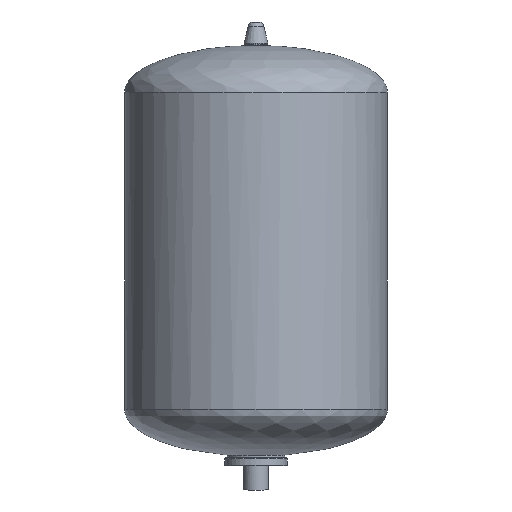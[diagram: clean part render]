
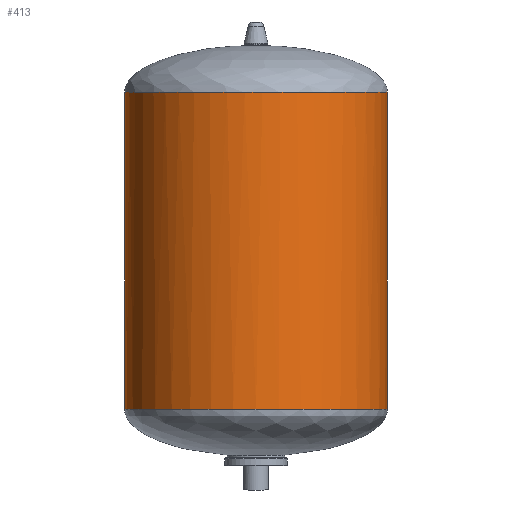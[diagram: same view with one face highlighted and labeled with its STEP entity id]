
A CAD part, front view. The second image highlights one B-rep face of the part: STEP entity #413.
In plain terms, the highlighted cylindrical face has radius 140 mm (diameter 280 mm), a partial arc.
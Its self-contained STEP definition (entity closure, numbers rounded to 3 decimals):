
#332=CARTESIAN_POINT('Vertex',(140.,0.,439.9)) ;
#346=CARTESIAN_POINT('Vertex',(-140.,0.,439.9)) ;
#350=CARTESIAN_POINT('Control Point',(-140.,0.,439.9)) ;
#351=CARTESIAN_POINT('Control Point',(-140.,-0.153,439.9)) ;
#352=CARTESIAN_POINT('Control Point',(-139.987,-8.006,439.9)) ;
#353=CARTESIAN_POINT('Control Point',(-138.65,-23.555,439.9)) ;
#354=CARTESIAN_POINT('Control Point',(-132.898,-46.009,439.9)) ;
#355=CARTESIAN_POINT('Control Point',(-123.536,-67.213,439.9)) ;
#356=CARTESIAN_POINT('Control Point',(-110.818,-86.591,439.9)) ;
#357=CARTESIAN_POINT('Control Point',(-95.09,-103.617,439.9)) ;
#358=CARTESIAN_POINT('Control Point',(-76.779,-117.829,439.9)) ;
#359=CARTESIAN_POINT('Control Point',(-56.382,-128.84,439.9)) ;
#360=CARTESIAN_POINT('Control Point',(-34.454,-136.351,439.9)) ;
#361=CARTESIAN_POINT('Control Point',(-11.589,-140.158,439.9)) ;
#362=CARTESIAN_POINT('Control Point',(11.589,-140.158,439.9)) ;
#363=CARTESIAN_POINT('Control Point',(34.454,-136.351,439.9)) ;
#364=CARTESIAN_POINT('Control Point',(56.382,-128.84,439.9)) ;
#365=CARTESIAN_POINT('Control Point',(76.779,-117.829,439.9)) ;
#366=CARTESIAN_POINT('Control Point',(95.09,-103.617,439.9)) ;
#367=CARTESIAN_POINT('Control Point',(110.818,-86.591,439.9)) ;
#368=CARTESIAN_POINT('Control Point',(123.536,-67.213,439.9)) ;
#369=CARTESIAN_POINT('Control Point',(132.898,-46.009,439.9)) ;
#370=CARTESIAN_POINT('Control Point',(138.65,-23.555,439.9)) ;
#371=CARTESIAN_POINT('Control Point',(139.987,-8.006,439.9)) ;
#372=CARTESIAN_POINT('Control Point',(140.,-0.153,439.9)) ;
#373=CARTESIAN_POINT('Control Point',(140.,0.,439.9)) ;
#383=CARTESIAN_POINT('Axis2P3D Location',(0.,0.,101.9)) ;
#388=CARTESIAN_POINT('Line Origine',(140.,0.,101.9)) ;
#392=CARTESIAN_POINT('Vertex',(139.999,0.,101.9)) ;
#395=CARTESIAN_POINT('Line Origine',(-140.,0.,101.9)) ;
#399=CARTESIAN_POINT('Vertex',(-140.,0.,101.9)) ;
#402=CARTESIAN_POINT('Axis2P3D Location',(0.,0.,101.9)) ;
#390=VECTOR('Line Direction',#389,1.) ;
#397=VECTOR('Line Direction',#396,1.) ;
#384=DIRECTION('Axis2P3D Direction',(0.,-0.,1.)) ;
#385=DIRECTION('Axis2P3D XDirection',(0.,1.,0.)) ;
#389=DIRECTION('Vector Direction',(0.,0.,1.)) ;
#396=DIRECTION('Vector Direction',(0.,0.,1.)) ;
#403=DIRECTION('Axis2P3D Direction',(0.,-0.,1.)) ;
#386=AXIS2_PLACEMENT_3D('Cylinder Axis2P3D',#383,#384,#385) ;
#404=AXIS2_PLACEMENT_3D('Circle Axis2P3D',#402,#403,$) ;
#391=LINE('Line',#388,#390) ;
#398=LINE('Line',#395,#397) ;
#405=CIRCLE('generated circle',#404,140.) ;
#387=CYLINDRICAL_SURFACE('generated cylinder',#386,140.) ;
#374=EDGE_CURVE('',#347,#333,#349,.T.) ;
#394=EDGE_CURVE('',#333,#393,#391,.F.) ;
#401=EDGE_CURVE('',#400,#347,#398,.T.) ;
#406=EDGE_CURVE('',#400,#393,#405,.T.) ;
#408=ORIENTED_EDGE('',*,*,#394,.F.) ;
#409=ORIENTED_EDGE('',*,*,#374,.F.) ;
#410=ORIENTED_EDGE('',*,*,#401,.F.) ;
#411=ORIENTED_EDGE('',*,*,#406,.T.) ;
#407=EDGE_LOOP('',(#408,#409,#410,#411)) ;
#333=VERTEX_POINT('',#332) ;
#347=VERTEX_POINT('',#346) ;
#393=VERTEX_POINT('',#392) ;
#400=VERTEX_POINT('',#399) ;
#413=ADVANCED_FACE('PartBody',(#412),#387,.T.) ;
#412=FACE_OUTER_BOUND('',#407,.T.) ;
#349=(BOUNDED_CURVE()B_SPLINE_CURVE(3,(#350,#351,#352,#353,#354,#355,#356,#357,#358,#359,#360,#361,#362,#363,#364,#365,#366,#367,#368,#369,#370,#371,#372,#373),.UNSPECIFIED.,.F.,.U.)B_SPLINE_CURVE_WITH_KNOTS((4,1,1,1,1,1,1,1,1,1,1,1,1,1,1,1,1,1,1,1,1,4),(0.,0.003,0.168,0.333,0.498,0.663,0.828,0.993,1.158,1.323,1.488,1.653,1.818,1.983,2.148,2.313,2.478,2.643,2.808,2.973,3.138,3.142),.UNSPECIFIED.)CURVE()GEOMETRIC_REPRESENTATION_ITEM()RATIONAL_B_SPLINE_CURVE((1.,1.,1.,1.,1.,1.,1.,1.,1.,1.,1.,1.,1.,1.,1.,1.,1.,1.,1.,1.,1.,1.,1.,1.))REPRESENTATION_ITEM('')) ;
